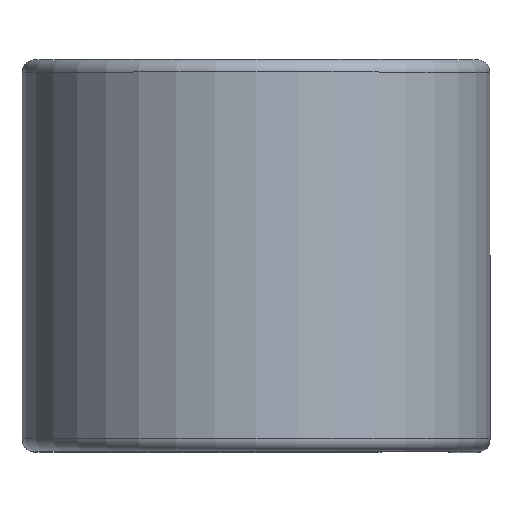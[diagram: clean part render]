
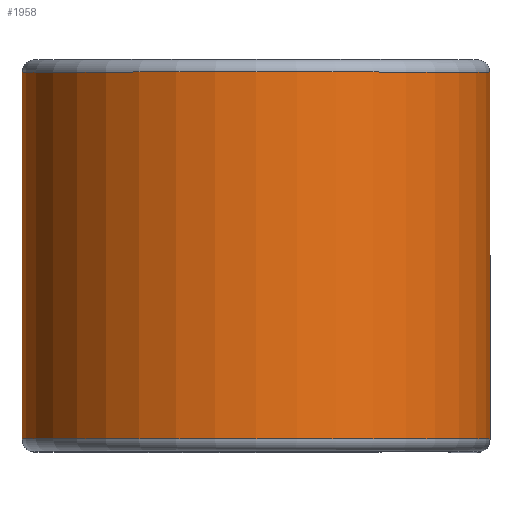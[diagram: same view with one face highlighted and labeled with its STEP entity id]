
A CAD part, top view. The second image highlights one B-rep face of the part: STEP entity #1958.
In plain terms, the highlighted cylindrical face has radius 14.224 mm (diameter 28.448 mm), a partial arc.
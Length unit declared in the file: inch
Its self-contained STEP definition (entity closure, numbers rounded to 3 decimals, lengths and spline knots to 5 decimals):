
#109 = VERTEX_POINT ( 'NONE', #1751 ) ;
#176 = VERTEX_POINT ( 'NONE', #2494 ) ;
#226 = CARTESIAN_POINT ( 'NONE',  ( 0., 0.43875, 0.875 ) ) ;
#372 = CARTESIAN_POINT ( 'NONE',  ( 0., 0.4375, 0.875 ) ) ;
#458 = DIRECTION ( 'NONE',  ( 0., 0., -1. ) ) ;
#614 = AXIS2_PLACEMENT_3D ( 'NONE', #372, #1768, #1777 ) ;
#683 = DIRECTION ( 'NONE',  ( 0., -1., 0. ) ) ;
#691 = VERTEX_POINT ( 'NONE', #1549 ) ;
#746 = DIRECTION ( 'NONE',  ( 0., 1., 0. ) ) ;
#772 = ORIENTED_EDGE ( 'NONE', *, *, #3019, .T. ) ;
#891 = VECTOR ( 'NONE', #746, 39.37008 ) ;
#907 = CIRCLE ( 'NONE', #2553, 0.56 ) ;
#949 = CARTESIAN_POINT ( 'NONE',  ( 0.56, -0.43875, 0.875 ) ) ;
#991 = ORIENTED_EDGE ( 'NONE', *, *, #1383, .F. ) ;
#1383 = EDGE_CURVE ( 'NONE', #691, #176, #2832, .T. ) ;
#1428 = ORIENTED_EDGE ( 'NONE', *, *, #2998, .F. ) ;
#1529 = DIRECTION ( 'NONE',  ( 0., 1., 0. ) ) ;
#1549 = CARTESIAN_POINT ( 'NONE',  ( -0.56, -0.43875, 0.875 ) ) ;
#1590 = EDGE_LOOP ( 'NONE', ( #2419, #772, #991, #1428 ) ) ;
#1694 = VERTEX_POINT ( 'NONE', #949 ) ;
#1750 = EDGE_CURVE ( 'NONE', #1694, #109, #2761, .T. ) ;
#1751 = CARTESIAN_POINT ( 'NONE',  ( 0.56, 0.43875, 0.875 ) ) ;
#1768 = DIRECTION ( 'NONE',  ( 0., -1., 0. ) ) ;
#1777 = DIRECTION ( 'NONE',  ( 0., 0., -1. ) ) ;
#1852 = DIRECTION ( 'NONE',  ( 0., -1., 0. ) ) ;
#1958 = ADVANCED_FACE ( 'NONE', ( #1970 ), #2866, .T. ) ;
#1970 = FACE_OUTER_BOUND ( 'NONE', #1590, .T. ) ;
#2068 = CARTESIAN_POINT ( 'NONE',  ( 0., -0.43875, 0.875 ) ) ;
#2073 = AXIS2_PLACEMENT_3D ( 'NONE', #2068, #683, #2302 ) ;
#2182 = VECTOR ( 'NONE', #1529, 39.37008 ) ;
#2302 = DIRECTION ( 'NONE',  ( 0., 0., -1. ) ) ;
#2419 = ORIENTED_EDGE ( 'NONE', *, *, #1750, .T. ) ;
#2494 = CARTESIAN_POINT ( 'NONE',  ( -0.56, 0.43875, 0.875 ) ) ;
#2553 = AXIS2_PLACEMENT_3D ( 'NONE', #226, #1852, #458 ) ;
#2599 = CARTESIAN_POINT ( 'NONE',  ( 0.56, 0.43875, 0.875 ) ) ;
#2761 = LINE ( 'NONE', #2599, #891 ) ;
#2832 = LINE ( 'NONE', #2936, #2182 ) ;
#2847 = CIRCLE ( 'NONE', #2073, 0.56 ) ;
#2866 = CYLINDRICAL_SURFACE ( 'NONE', #614, 0.56 ) ;
#2936 = CARTESIAN_POINT ( 'NONE',  ( -0.56, 0.43875, 0.875 ) ) ;
#2998 = EDGE_CURVE ( 'NONE', #1694, #691, #2847, .T. ) ;
#3019 = EDGE_CURVE ( 'NONE', #109, #176, #907, .T. ) ;
